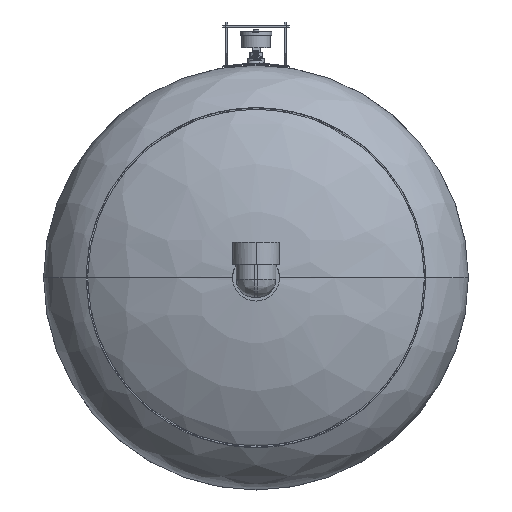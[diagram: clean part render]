
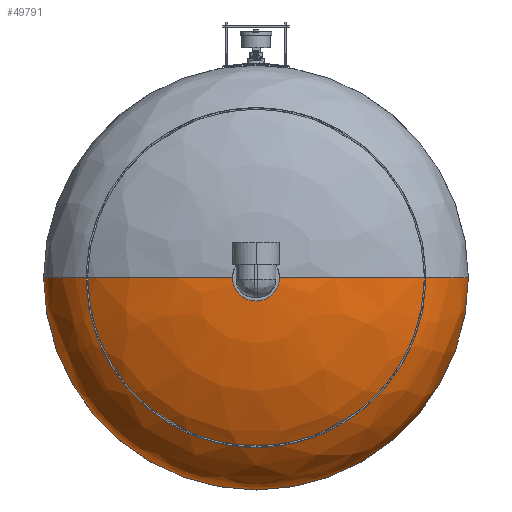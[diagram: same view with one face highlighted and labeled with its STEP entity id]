
A CAD part, front view. The second image highlights one B-rep face of the part: STEP entity #49791.
In plain terms, the highlighted free-form (B-spline) face has degree [3, 3] with [4, 4] control points.
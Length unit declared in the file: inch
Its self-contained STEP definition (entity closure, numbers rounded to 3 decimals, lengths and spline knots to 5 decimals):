
#332 = CARTESIAN_POINT ( 'NONE',  ( 1.1875, 8.35119, 0. ) ) ;
#988 = DIRECTION ( 'NONE',  ( -1., 0., 0. ) ) ;
#2241 = ORIENTED_EDGE ( 'NONE', *, *, #28565, .T. ) ;
#3341 = VERTEX_POINT ( 'NONE', #19203 ) ;
#3666 = CARTESIAN_POINT ( 'NONE',  ( -15., 4.95796, 0. ) ) ;
#4305 = CARTESIAN_POINT ( 'NONE',  ( -15., 0.788, 0. ) ) ;
#4991 = EDGE_CURVE ( 'NONE', #34278, #3341, #20512, .T. ) ;
#6393 = EDGE_CURVE ( 'NONE', #48438, #26920, #62978, .T. ) ;
#8226 = CARTESIAN_POINT ( 'NONE',  ( 1.1875, 8.35119, 0. ) ) ;
#8249 = ORIENTED_EDGE ( 'NONE', *, *, #54511, .F. ) ;
#8355 = VERTEX_POINT ( 'NONE', #54063 ) ;
#9214 = AXIS2_PLACEMENT_3D ( 'NONE', #30218, #25417, #988 ) ;
#10534 = CARTESIAN_POINT ( 'NONE',  ( 0., 0.788, 0. ) ) ;
#10617 = CARTESIAN_POINT ( 'NONE',  ( 9.40592, 8.02107, 0. ) ) ;
#11564 = CARTESIAN_POINT ( 'NONE',  ( 0., 8.35119, 0. ) ) ;
#12394 = CARTESIAN_POINT ( 'NONE',  ( -1.1875, 8.35119, -2.375 ) ) ;
#13627 = CARTESIAN_POINT ( 'NONE',  ( 15., 0.788, 0. ) ) ;
#14590 =( BOUNDED_CURVE ( )  B_SPLINE_CURVE ( 3, ( #332, #10617, #39531, #53322 ),
 .UNSPECIFIED., .F., .F. ) 
 B_SPLINE_CURVE_WITH_KNOTS ( ( 4, 4 ),
 ( 4.79164, 6.28319 ),
 .UNSPECIFIED. ) 
 CURVE ( )  GEOMETRIC_REPRESENTATION_ITEM ( )  RATIONAL_B_SPLINE_CURVE ( ( 1., 0.823, 0.823, 1. ) ) 
 REPRESENTATION_ITEM ( '' )  );
#16428 = EDGE_CURVE ( 'NONE', #34278, #8355, #14590, .T. ) ;
#17178 = CIRCLE ( 'NONE', #22309, 15. ) ;
#17212 = CARTESIAN_POINT ( 'NONE',  ( 1.1875, 8.35119, -2.375 ) ) ;
#19203 = CARTESIAN_POINT ( 'NONE',  ( 0., 8.35119, -1.1875 ) ) ;
#19204 =( BOUNDED_SURFACE ( )  B_SPLINE_SURFACE ( 3, 3, ( 
 ( #61215, #17212, #12394, #31976 ),
 ( #45188, #55133, #30711, #25899 ),
 ( #45503, #21075, #40688, #62134 ),
 ( #13627, #43173, #22342, #42244 ) ),
 .UNSPECIFIED., .F., .F., .F. ) 
 B_SPLINE_SURFACE_WITH_KNOTS ( ( 4, 4 ),
 ( 4, 4 ),
 ( 0., 1. ),
 ( 0., 1. ),
 .UNSPECIFIED. ) 
 GEOMETRIC_REPRESENTATION_ITEM ( )  RATIONAL_B_SPLINE_SURFACE ( (
 ( 1., 0.333, 0.333, 1.),
 ( 0.823, 0.274, 0.274, 0.823),
 ( 0.823, 0.274, 0.274, 0.823),
 ( 1., 0.333, 0.333, 1.) ) ) 
 REPRESENTATION_ITEM ( '' )  SURFACE ( )  );
#20512 = CIRCLE ( 'NONE', #9214, 1.1875 ) ;
#21075 = CARTESIAN_POINT ( 'NONE',  ( 15., 4.95796, -30. ) ) ;
#22309 = AXIS2_PLACEMENT_3D ( 'NONE', #10534, #46183, #30121 ) ;
#22342 = CARTESIAN_POINT ( 'NONE',  ( -15., 0.788, -30. ) ) ;
#23021 = AXIS2_PLACEMENT_3D ( 'NONE', #11564, #31130, #54924 ) ;
#25417 = DIRECTION ( 'NONE',  ( 0., 1., 0. ) ) ;
#25899 = CARTESIAN_POINT ( 'NONE',  ( -9.40592, 8.02107, 0. ) ) ;
#26920 = VERTEX_POINT ( 'NONE', #34040 ) ;
#28565 = EDGE_CURVE ( 'NONE', #8355, #26920, #17178, .T. ) ;
#29916 = CARTESIAN_POINT ( 'NONE',  ( -9.40592, 8.02107, 0. ) ) ;
#30121 = DIRECTION ( 'NONE',  ( -1., 0., 0. ) ) ;
#30218 = CARTESIAN_POINT ( 'NONE',  ( 0., 8.35119, 0. ) ) ;
#30306 = ORIENTED_EDGE ( 'NONE', *, *, #6393, .F. ) ;
#30711 = CARTESIAN_POINT ( 'NONE',  ( -9.40592, 8.02107, -18.81183 ) ) ;
#31130 = DIRECTION ( 'NONE',  ( 0., 1., 0. ) ) ;
#31976 = CARTESIAN_POINT ( 'NONE',  ( -1.1875, 8.35119, 0. ) ) ;
#34040 = CARTESIAN_POINT ( 'NONE',  ( -15., 0.788, 0. ) ) ;
#34278 = VERTEX_POINT ( 'NONE', #8226 ) ;
#35228 = EDGE_LOOP ( 'NONE', ( #30306, #8249, #59108, #49361, #2241 ) ) ;
#38009 = CARTESIAN_POINT ( 'NONE',  ( -1.1875, 8.35119, 0. ) ) ;
#39531 = CARTESIAN_POINT ( 'NONE',  ( 15., 4.95796, 0. ) ) ;
#40688 = CARTESIAN_POINT ( 'NONE',  ( -15., 4.95796, -30. ) ) ;
#42244 = CARTESIAN_POINT ( 'NONE',  ( -15., 0.788, 0. ) ) ;
#43173 = CARTESIAN_POINT ( 'NONE',  ( 15., 0.788, -30. ) ) ;
#44585 = CIRCLE ( 'NONE', #23021, 1.1875 ) ;
#45188 = CARTESIAN_POINT ( 'NONE',  ( 9.40592, 8.02107, 0. ) ) ;
#45503 = CARTESIAN_POINT ( 'NONE',  ( 15., 4.95796, 0. ) ) ;
#46183 = DIRECTION ( 'NONE',  ( 0., 1., 0. ) ) ;
#48438 = VERTEX_POINT ( 'NONE', #60565 ) ;
#49361 = ORIENTED_EDGE ( 'NONE', *, *, #16428, .T. ) ;
#49791 = ADVANCED_FACE ( 'NONE', ( #56392 ), #19204, .T. ) ;
#53322 = CARTESIAN_POINT ( 'NONE',  ( 15., 0.788, 0. ) ) ;
#54063 = CARTESIAN_POINT ( 'NONE',  ( 15., 0.788, 0. ) ) ;
#54511 = EDGE_CURVE ( 'NONE', #3341, #48438, #44585, .T. ) ;
#54924 = DIRECTION ( 'NONE',  ( -1., 0., 0. ) ) ;
#55133 = CARTESIAN_POINT ( 'NONE',  ( 9.40592, 8.02107, -18.81183 ) ) ;
#56392 = FACE_OUTER_BOUND ( 'NONE', #35228, .T. ) ;
#59108 = ORIENTED_EDGE ( 'NONE', *, *, #4991, .F. ) ;
#60565 = CARTESIAN_POINT ( 'NONE',  ( -1.1875, 8.35119, 0. ) ) ;
#61215 = CARTESIAN_POINT ( 'NONE',  ( 1.1875, 8.35119, 0. ) ) ;
#62134 = CARTESIAN_POINT ( 'NONE',  ( -15., 4.95796, 0. ) ) ;
#62978 =( BOUNDED_CURVE ( )  B_SPLINE_CURVE ( 3, ( #38009, #29916, #3666, #4305 ),
 .UNSPECIFIED., .F., .F. ) 
 B_SPLINE_CURVE_WITH_KNOTS ( ( 4, 4 ),
 ( 4.79164, 6.28319 ),
 .UNSPECIFIED. ) 
 CURVE ( )  GEOMETRIC_REPRESENTATION_ITEM ( )  RATIONAL_B_SPLINE_CURVE ( ( 1., 0.823, 0.823, 1. ) ) 
 REPRESENTATION_ITEM ( '' )  );
